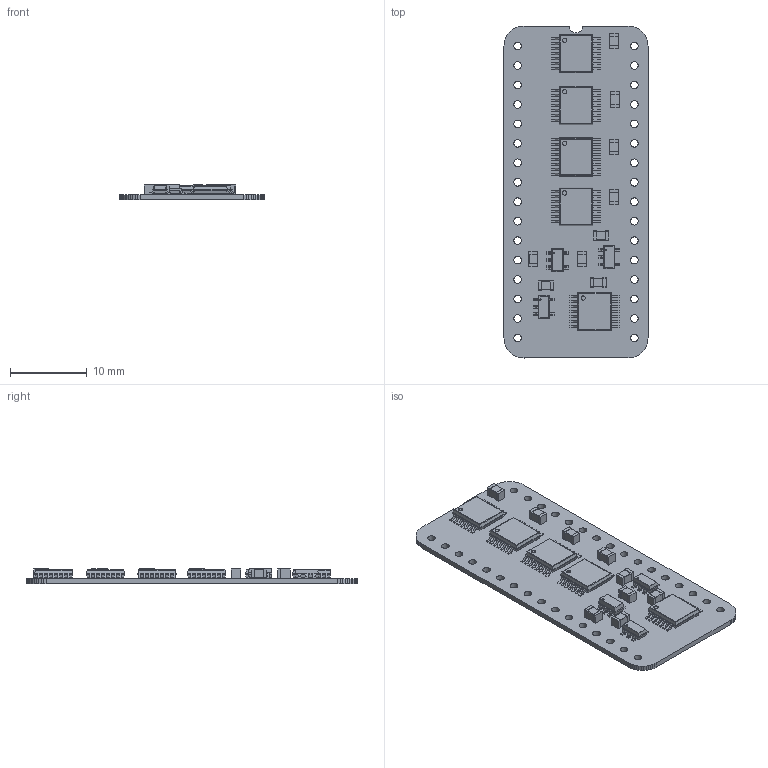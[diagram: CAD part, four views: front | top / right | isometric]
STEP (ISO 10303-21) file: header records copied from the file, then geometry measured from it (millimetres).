
FILE_DESCRIPTION(('KiCad electronic assembly'),'2;1');
FILE_NAME('Video Device RAM Select.step','2024-03-15T20:18:17',('Pcbnew' ),('Kicad'),'Open CASCADE STEP processor 7.6', 'KiCad to STEP converter','Unknown');
FILE_SCHEMA(('AUTOMOTIVE_DESIGN { 1 0 10303 214 1 1 1 1 }'));
Length unit declared in the file: millimetre
Products named in the file (12): Video Device RAM Select 1; C_0805_2012Metric; SOLID; 74LVC74APW,118; COMPOUND; MC74VHC139DR2G; M74VHC1G126DTT1G; AP7365-33WG-7; Video Device RAM Select PCB
Assembly tree (23 placements, depth 3):
  Video Device RAM Select 1
    C_0805_2012Metric  x9
      SOLID
    74LVC74APW,118  x4
      COMPOUND
    MC74VHC139DR2G
      COMPOUND
    M74VHC1G126DTT1G  x2
      COMPOUND
    AP7365-33WG-7
      COMPOUND
    Video Device RAM Select PCB
Bounding box: 18.8 x 43.33 x 2.03 mm (x, y, z)
Volume: 681.3 mm3; surface area: 2265 mm2
Topology: 105 solids, 105 shells, 1681 faces, 4207 edges, 2762 vertices
Faces by surface type: plane 1208, cylinder 473
Full cylindrical faces by diameter (mm): 0.188 x2, 0.2 x1, 0.55 x5, 1 x32
Entity records: 48453 total; most frequent: CARTESIAN_POINT 9386, DIRECTION 7324, LINE 4900, VECTOR 4900, ORIENTED_EDGE 3784, PCURVE 3784, DEFINITIONAL_REPRESENTATION 3784, EDGE_CURVE 1892
